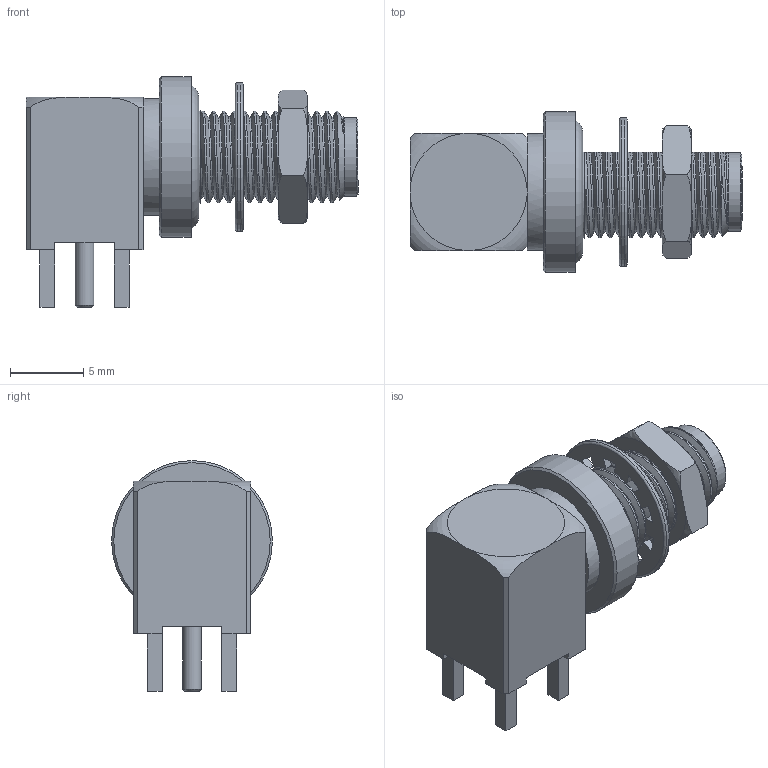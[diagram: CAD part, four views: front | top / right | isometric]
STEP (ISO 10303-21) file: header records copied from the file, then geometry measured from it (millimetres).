
FILE_DESCRIPTION(/* description */ ('Unknown'),/* implementation_level */ '2;1');
FILE_NAME(/* name */ '60311052111534',/* time_stamp */ '2024-05-24T14:46:00+02:00',/* author */ ('Unknown'),/* organization */ ('Unknown'),/* preprocessor_version */ 'ST-DEVELOPER v18.102',/* originating_system */ 'Solid Edge',/* authorisation */ 'Unknown');
FILE_SCHEMA (('AUTOMOTIVE_DESIGN {1 0 10303 214 3 1 1}'));
Length unit declared in the file: millimetre
Products named in the file (1): 60311052111534
Bounding box: 22.7 x 11 x 15.79 mm (x, y, z)
Volume: 1272.6 mm3; surface area: 1563.6 mm2
Topology: 3 solids, 3 shells, 219 faces, 597 edges, 393 vertices
Faces by surface type: plane 88, cylinder 65, bspline 32, torus 19, cone 15
Full cylindrical faces by diameter (mm): 0.94 x1, 1.27 x2, 4.1 x1, 4.55 x1, 5.35 x1, 6.5 x2, 8 x1, 9.9 x1, 10.199 x1, 11 x1
Entity records: 20248 total; most frequent: CARTESIAN_POINT 14233, ORIENTED_EDGE 1128, DIRECTION 874, EDGE_CURVE 564, VERTEX_POINT 382, AXIS2_PLACEMENT_3D 305, LINE 264, VECTOR 264
